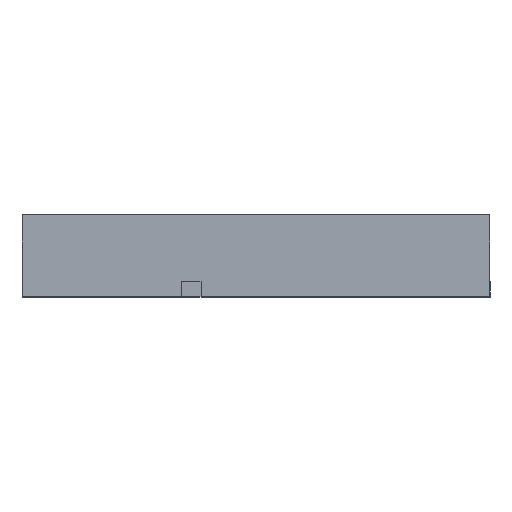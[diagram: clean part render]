
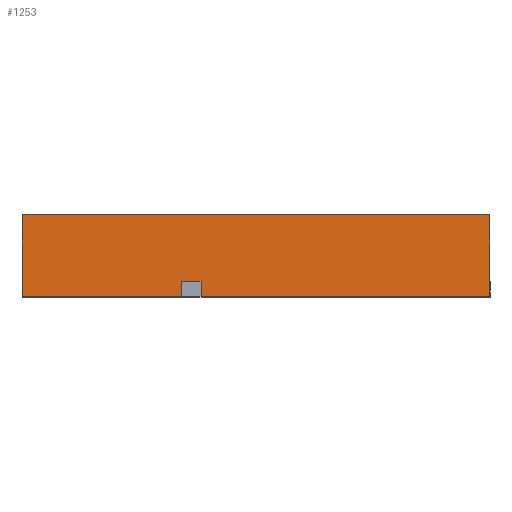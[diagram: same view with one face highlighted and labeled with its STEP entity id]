
A CAD part, top view. The second image highlights one B-rep face of the part: STEP entity #1253.
In plain terms, the highlighted planar face has unit normal (0, 0, 1).
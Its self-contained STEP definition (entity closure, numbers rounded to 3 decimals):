
#34 = DIRECTION ( 'NONE',  ( 0., -1., 0. ) ) ;
#60 = DIRECTION ( 'NONE',  ( 0., -1., 0. ) ) ;
#100 = ORIENTED_EDGE ( 'NONE', *, *, #2637, .F. ) ;
#104 = ORIENTED_EDGE ( 'NONE', *, *, #1020, .F. ) ;
#112 = VECTOR ( 'NONE', #3170, 1000. ) ;
#204 = VECTOR ( 'NONE', #3012, 1000. ) ;
#208 = VECTOR ( 'NONE', #893, 1000. ) ;
#304 = CARTESIAN_POINT ( 'NONE',  ( -0.955, 0.2, 2.5 ) ) ;
#306 = VECTOR ( 'NONE', #1655, 1000. ) ;
#341 = ORIENTED_EDGE ( 'NONE', *, *, #1821, .T. ) ;
#382 = CARTESIAN_POINT ( 'NONE',  ( -3., 0., 2.5 ) ) ;
#429 = CARTESIAN_POINT ( 'NONE',  ( -0.705, 0.2, 2.5 ) ) ;
#465 = VERTEX_POINT ( 'NONE', #1110 ) ;
#537 = CARTESIAN_POINT ( 'NONE',  ( -0.705, 0., 2.5 ) ) ;
#555 = CARTESIAN_POINT ( 'NONE',  ( -0.955, 0.2, 2.5 ) ) ;
#571 = LINE ( 'NONE', #3600, #204 ) ;
#574 = FACE_OUTER_BOUND ( 'NONE', #694, .T. ) ;
#584 = VERTEX_POINT ( 'NONE', #382 ) ;
#694 = EDGE_LOOP ( 'NONE', ( #2020, #1633, #104, #341, #1845, #1045, #100, #720 ) ) ;
#716 = VECTOR ( 'NONE', #3456, 1000. ) ;
#720 = ORIENTED_EDGE ( 'NONE', *, *, #1194, .T. ) ;
#759 = VECTOR ( 'NONE', #60, 1000. ) ;
#893 = DIRECTION ( 'NONE',  ( 1., 0., 0. ) ) ;
#962 = CARTESIAN_POINT ( 'NONE',  ( -3., 1.05, 2.5 ) ) ;
#1020 = EDGE_CURVE ( 'NONE', #1567, #3256, #2849, .T. ) ;
#1045 = ORIENTED_EDGE ( 'NONE', *, *, #2543, .F. ) ;
#1110 = CARTESIAN_POINT ( 'NONE',  ( 3., 0., 2.5 ) ) ;
#1151 = VECTOR ( 'NONE', #2381, 1000. ) ;
#1193 = LINE ( 'NONE', #3545, #1151 ) ;
#1194 = EDGE_CURVE ( 'NONE', #3114, #584, #2802, .T. ) ;
#1253 = ADVANCED_FACE ( 'NONE', ( #574 ), #2736, .F. ) ;
#1260 = CARTESIAN_POINT ( 'NONE',  ( -3., 1.05, 2.5 ) ) ;
#1468 = LINE ( 'NONE', #1744, #208 ) ;
#1481 = EDGE_CURVE ( 'NONE', #584, #3623, #1468, .T. ) ;
#1567 = VERTEX_POINT ( 'NONE', #429 ) ;
#1621 = LINE ( 'NONE', #3800, #112 ) ;
#1633 = ORIENTED_EDGE ( 'NONE', *, *, #2390, .F. ) ;
#1655 = DIRECTION ( 'NONE',  ( 0., -1., 0. ) ) ;
#1744 = CARTESIAN_POINT ( 'NONE',  ( -3., 0., 2.5 ) ) ;
#1786 = VERTEX_POINT ( 'NONE', #3826 ) ;
#1821 = EDGE_CURVE ( 'NONE', #1567, #3829, #571, .T. ) ;
#1845 = ORIENTED_EDGE ( 'NONE', *, *, #2745, .T. ) ;
#1881 = DIRECTION ( 'NONE',  ( -1., 0., 0. ) ) ;
#1888 = VECTOR ( 'NONE', #34, 1000. ) ;
#1900 = CARTESIAN_POINT ( 'NONE',  ( -0.955, 0., 2.5 ) ) ;
#2020 = ORIENTED_EDGE ( 'NONE', *, *, #1481, .T. ) ;
#2128 = AXIS2_PLACEMENT_3D ( 'NONE', #1260, #2705, #1881 ) ;
#2381 = DIRECTION ( 'NONE',  ( 1., 0., 0. ) ) ;
#2390 = EDGE_CURVE ( 'NONE', #3256, #3623, #3153, .T. ) ;
#2543 = EDGE_CURVE ( 'NONE', #1786, #465, #3676, .T. ) ;
#2637 = EDGE_CURVE ( 'NONE', #3114, #1786, #1621, .T. ) ;
#2705 = DIRECTION ( 'NONE',  ( 0., 0., -1. ) ) ;
#2736 = PLANE ( 'NONE',  #2128 ) ;
#2745 = EDGE_CURVE ( 'NONE', #3829, #465, #1193, .T. ) ;
#2802 = LINE ( 'NONE', #962, #759 ) ;
#2849 = LINE ( 'NONE', #555, #716 ) ;
#3012 = DIRECTION ( 'NONE',  ( 0., -1., 0. ) ) ;
#3114 = VERTEX_POINT ( 'NONE', #3356 ) ;
#3153 = LINE ( 'NONE', #304, #1888 ) ;
#3170 = DIRECTION ( 'NONE',  ( 1., 0., 0. ) ) ;
#3256 = VERTEX_POINT ( 'NONE', #3411 ) ;
#3356 = CARTESIAN_POINT ( 'NONE',  ( -3., 1.05, 2.5 ) ) ;
#3398 = CARTESIAN_POINT ( 'NONE',  ( 3., 1.05, 2.5 ) ) ;
#3411 = CARTESIAN_POINT ( 'NONE',  ( -0.955, 0.2, 2.5 ) ) ;
#3456 = DIRECTION ( 'NONE',  ( -1., 0., 0. ) ) ;
#3545 = CARTESIAN_POINT ( 'NONE',  ( -3., 0., 2.5 ) ) ;
#3600 = CARTESIAN_POINT ( 'NONE',  ( -0.705, 0.2, 2.5 ) ) ;
#3623 = VERTEX_POINT ( 'NONE', #1900 ) ;
#3676 = LINE ( 'NONE', #3398, #306 ) ;
#3800 = CARTESIAN_POINT ( 'NONE',  ( -3., 1.05, 2.5 ) ) ;
#3826 = CARTESIAN_POINT ( 'NONE',  ( 3., 1.05, 2.5 ) ) ;
#3829 = VERTEX_POINT ( 'NONE', #537 ) ;
